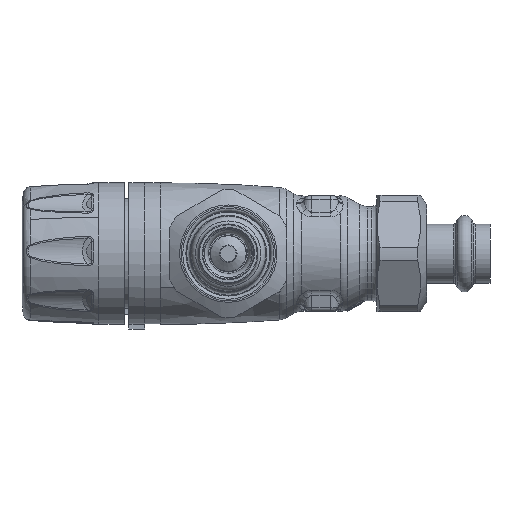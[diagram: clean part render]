
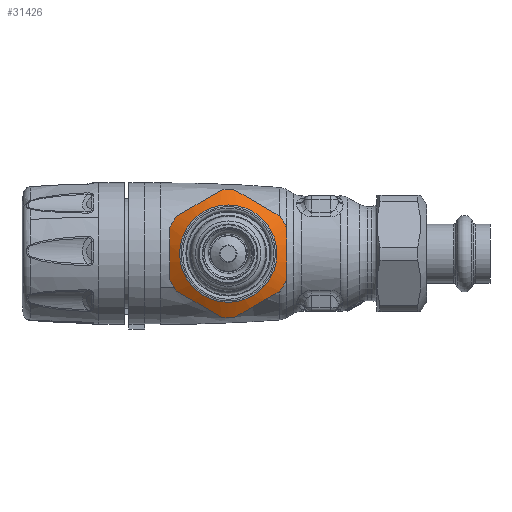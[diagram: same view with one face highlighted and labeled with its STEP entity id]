
A CAD part, left-side view. The second image highlights one B-rep face of the part: STEP entity #31426.
In plain terms, the highlighted conical face has half-angle 60 degrees and reference radius 17.78 mm.
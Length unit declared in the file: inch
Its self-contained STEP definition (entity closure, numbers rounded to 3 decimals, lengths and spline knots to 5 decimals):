
#73=(
BOUNDED_CURVE()
B_SPLINE_CURVE(2,(#101062,#101063,#101064),.UNSPECIFIED.,.F.,.F.)
B_SPLINE_CURVE_WITH_KNOTS((3,3),(0.,1.67512),.UNSPECIFIED.)
CURVE()
GEOMETRIC_REPRESENTATION_ITEM()
RATIONAL_B_SPLINE_CURVE((1.,1.096,1.))
REPRESENTATION_ITEM('')
);
#74=(
BOUNDED_CURVE()
B_SPLINE_CURVE(2,(#101068,#101069,#101070),.UNSPECIFIED.,.F.,.F.)
B_SPLINE_CURVE_WITH_KNOTS((3,3),(0.,1.67512),.UNSPECIFIED.)
CURVE()
GEOMETRIC_REPRESENTATION_ITEM()
RATIONAL_B_SPLINE_CURVE((1.,1.096,1.))
REPRESENTATION_ITEM('')
);
#75=(
BOUNDED_CURVE()
B_SPLINE_CURVE(2,(#101074,#101075,#101076),.UNSPECIFIED.,.F.,.F.)
B_SPLINE_CURVE_WITH_KNOTS((3,3),(0.,1.67512),.UNSPECIFIED.)
CURVE()
GEOMETRIC_REPRESENTATION_ITEM()
RATIONAL_B_SPLINE_CURVE((1.,1.096,1.))
REPRESENTATION_ITEM('')
);
#76=(
BOUNDED_CURVE()
B_SPLINE_CURVE(2,(#101080,#101081,#101082),.UNSPECIFIED.,.F.,.F.)
B_SPLINE_CURVE_WITH_KNOTS((3,3),(0.,1.67512),.UNSPECIFIED.)
CURVE()
GEOMETRIC_REPRESENTATION_ITEM()
RATIONAL_B_SPLINE_CURVE((1.,1.096,1.))
REPRESENTATION_ITEM('')
);
#77=(
BOUNDED_CURVE()
B_SPLINE_CURVE(2,(#101086,#101087,#101088),.UNSPECIFIED.,.F.,.F.)
B_SPLINE_CURVE_WITH_KNOTS((3,3),(0.,1.67512),.UNSPECIFIED.)
CURVE()
GEOMETRIC_REPRESENTATION_ITEM()
RATIONAL_B_SPLINE_CURVE((1.,1.096,1.))
REPRESENTATION_ITEM('')
);
#78=(
BOUNDED_CURVE()
B_SPLINE_CURVE(2,(#101092,#101093,#101094),.UNSPECIFIED.,.F.,.F.)
B_SPLINE_CURVE_WITH_KNOTS((3,3),(0.,1.67512),.UNSPECIFIED.)
CURVE()
GEOMETRIC_REPRESENTATION_ITEM()
RATIONAL_B_SPLINE_CURVE((1.,1.096,1.))
REPRESENTATION_ITEM('')
);
#1366=CONICAL_SURFACE('',#34421,0.7,1.047);
#3641=FACE_OUTER_BOUND('',#5586,.T.);
#5586=EDGE_LOOP('',(#26764,#26765,#26766,#26767,#26768,#26769,#26770,#26771,
#26772,#26773,#26774,#26775,#26776,#26777,#26778,#26779));
#7179=CIRCLE('',#34418,0.60928);
#7181=CIRCLE('',#34422,0.8);
#7182=CIRCLE('',#34423,0.8);
#7183=CIRCLE('',#34424,0.8);
#7184=CIRCLE('',#34425,0.8);
#7185=CIRCLE('',#34426,0.8);
#7186=CIRCLE('',#34427,0.8);
#7187=CIRCLE('',#34428,0.8);
#8860=LINE('',#101058,#10437);
#10437=VECTOR('',#41886,0.7);
#13872=VERTEX_POINT('',#101050);
#13874=VERTEX_POINT('',#101057);
#13875=VERTEX_POINT('',#101059);
#13876=VERTEX_POINT('',#101061);
#13877=VERTEX_POINT('',#101065);
#13878=VERTEX_POINT('',#101067);
#13879=VERTEX_POINT('',#101071);
#13880=VERTEX_POINT('',#101073);
#13881=VERTEX_POINT('',#101077);
#13882=VERTEX_POINT('',#101079);
#13883=VERTEX_POINT('',#101083);
#13884=VERTEX_POINT('',#101085);
#13885=VERTEX_POINT('',#101089);
#13886=VERTEX_POINT('',#101091);
#18194=EDGE_CURVE('',#13872,#13872,#7179,.T.);
#18196=EDGE_CURVE('',#13872,#13874,#8860,.T.);
#18197=EDGE_CURVE('',#13875,#13874,#7181,.T.);
#18198=EDGE_CURVE('',#13876,#13875,#73,.T.);
#18199=EDGE_CURVE('',#13877,#13876,#7182,.T.);
#18200=EDGE_CURVE('',#13878,#13877,#74,.T.);
#18201=EDGE_CURVE('',#13879,#13878,#7183,.T.);
#18202=EDGE_CURVE('',#13880,#13879,#75,.T.);
#18203=EDGE_CURVE('',#13881,#13880,#7184,.T.);
#18204=EDGE_CURVE('',#13882,#13881,#76,.T.);
#18205=EDGE_CURVE('',#13883,#13882,#7185,.T.);
#18206=EDGE_CURVE('',#13884,#13883,#77,.T.);
#18207=EDGE_CURVE('',#13885,#13884,#7186,.T.);
#18208=EDGE_CURVE('',#13886,#13885,#78,.T.);
#18209=EDGE_CURVE('',#13874,#13886,#7187,.T.);
#26764=ORIENTED_EDGE('',*,*,#18194,.F.);
#26765=ORIENTED_EDGE('',*,*,#18196,.T.);
#26766=ORIENTED_EDGE('',*,*,#18197,.F.);
#26767=ORIENTED_EDGE('',*,*,#18198,.F.);
#26768=ORIENTED_EDGE('',*,*,#18199,.F.);
#26769=ORIENTED_EDGE('',*,*,#18200,.F.);
#26770=ORIENTED_EDGE('',*,*,#18201,.F.);
#26771=ORIENTED_EDGE('',*,*,#18202,.F.);
#26772=ORIENTED_EDGE('',*,*,#18203,.F.);
#26773=ORIENTED_EDGE('',*,*,#18204,.F.);
#26774=ORIENTED_EDGE('',*,*,#18205,.F.);
#26775=ORIENTED_EDGE('',*,*,#18206,.F.);
#26776=ORIENTED_EDGE('',*,*,#18207,.F.);
#26777=ORIENTED_EDGE('',*,*,#18208,.F.);
#26778=ORIENTED_EDGE('',*,*,#18209,.F.);
#26779=ORIENTED_EDGE('',*,*,#18196,.F.);
#31426=ADVANCED_FACE('',(#3641),#1366,.T.);
#34418=AXIS2_PLACEMENT_3D('',#101052,#41878,#41879);
#34421=AXIS2_PLACEMENT_3D('',#101056,#41884,#41885);
#34422=AXIS2_PLACEMENT_3D('',#101060,#41887,#41888);
#34423=AXIS2_PLACEMENT_3D('',#101066,#41889,#41890);
#34424=AXIS2_PLACEMENT_3D('',#101072,#41891,#41892);
#34425=AXIS2_PLACEMENT_3D('',#101078,#41893,#41894);
#34426=AXIS2_PLACEMENT_3D('',#101084,#41895,#41896);
#34427=AXIS2_PLACEMENT_3D('',#101090,#41897,#41898);
#34428=AXIS2_PLACEMENT_3D('',#101095,#41899,#41900);
#41878=DIRECTION('center_axis',(-1.,0.,0.));
#41879=DIRECTION('ref_axis',(0.,0.,
-1.));
#41884=DIRECTION('center_axis',(1.,0.,0.));
#41885=DIRECTION('ref_axis',(0.,0.,1.));
#41886=DIRECTION('',(0.5,0.,-0.866));
#41887=DIRECTION('center_axis',(1.,0.,0.));
#41888=DIRECTION('ref_axis',(0.,0.,-1.));
#41889=DIRECTION('center_axis',(1.,0.,0.));
#41890=DIRECTION('ref_axis',(0.,0.,-1.));
#41891=DIRECTION('center_axis',(1.,0.,0.));
#41892=DIRECTION('ref_axis',(0.,0.,-1.));
#41893=DIRECTION('center_axis',(1.,0.,0.));
#41894=DIRECTION('ref_axis',(0.,0.,-1.));
#41895=DIRECTION('center_axis',(1.,0.,0.));
#41896=DIRECTION('ref_axis',(0.,0.,-1.));
#41897=DIRECTION('center_axis',(1.,0.,0.));
#41898=DIRECTION('ref_axis',(0.,0.,-1.));
#41899=DIRECTION('center_axis',(1.,0.,0.));
#41900=DIRECTION('ref_axis',(0.,0.,-1.));
#101050=CARTESIAN_POINT('',(-1.71165,0.,-0.60928));
#101052=CARTESIAN_POINT('Origin',(-1.71165,0.,
0.));
#101056=CARTESIAN_POINT('Origin',(-1.65927,0.,0.));
#101057=CARTESIAN_POINT('',(-1.60154,0.,-0.8));
#101058=CARTESIAN_POINT('',(-1.65927,0.,-0.7));
#101059=CARTESIAN_POINT('',(-1.60154,-0.08158,-0.79583));
#101060=CARTESIAN_POINT('Origin',(-1.60154,0.,0.));
#101061=CARTESIAN_POINT('',(-1.60154,-0.64842,-0.46857));
#101062=CARTESIAN_POINT('Ctrl Pts',(-1.60154,-0.64842,
-0.46857));
#101063=CARTESIAN_POINT('Ctrl Pts',(-1.67883,-0.365,-0.6322));
#101064=CARTESIAN_POINT('Ctrl Pts',(-1.60154,-0.08158,
-0.79583));
#101065=CARTESIAN_POINT('',(-1.60154,-0.73,-0.32726));
#101066=CARTESIAN_POINT('Origin',(-1.60154,0.,0.));
#101067=CARTESIAN_POINT('',(-1.60154,-0.73,0.32726));
#101068=CARTESIAN_POINT('Ctrl Pts',(-1.60154,-0.73,0.32726));
#101069=CARTESIAN_POINT('Ctrl Pts',(-1.67883,-0.73,0.));
#101070=CARTESIAN_POINT('Ctrl Pts',(-1.60154,-0.73,-0.32726));
#101071=CARTESIAN_POINT('',(-1.60154,-0.64842,0.46857));
#101072=CARTESIAN_POINT('Origin',(-1.60154,0.,0.));
#101073=CARTESIAN_POINT('',(-1.60154,-0.08158,0.79583));
#101074=CARTESIAN_POINT('Ctrl Pts',(-1.60154,-0.08158,
0.79583));
#101075=CARTESIAN_POINT('Ctrl Pts',(-1.67883,-0.365,
0.6322));
#101076=CARTESIAN_POINT('Ctrl Pts',(-1.60154,-0.64842,
0.46857));
#101077=CARTESIAN_POINT('',(-1.60154,0.08158,0.79583));
#101078=CARTESIAN_POINT('Origin',(-1.60154,0.,0.));
#101079=CARTESIAN_POINT('',(-1.60154,0.64842,0.46857));
#101080=CARTESIAN_POINT('Ctrl Pts',(-1.60154,0.64842,
0.46857));
#101081=CARTESIAN_POINT('Ctrl Pts',(-1.67883,0.365,0.6322));
#101082=CARTESIAN_POINT('Ctrl Pts',(-1.60154,0.08158,
0.79583));
#101083=CARTESIAN_POINT('',(-1.60154,0.73,0.32726));
#101084=CARTESIAN_POINT('Origin',(-1.60154,0.,0.));
#101085=CARTESIAN_POINT('',(-1.60154,0.73,-0.32726));
#101086=CARTESIAN_POINT('Ctrl Pts',(-1.60154,0.73,
-0.32726));
#101087=CARTESIAN_POINT('Ctrl Pts',(-1.67883,0.73,0.));
#101088=CARTESIAN_POINT('Ctrl Pts',(-1.60154,0.73,0.32726));
#101089=CARTESIAN_POINT('',(-1.60154,0.64842,-0.46857));
#101090=CARTESIAN_POINT('Origin',(-1.60154,0.,0.));
#101091=CARTESIAN_POINT('',(-1.60154,0.08158,-0.79583));
#101092=CARTESIAN_POINT('Ctrl Pts',(-1.60154,0.08158,
-0.79583));
#101093=CARTESIAN_POINT('Ctrl Pts',(-1.67883,0.365,
-0.6322));
#101094=CARTESIAN_POINT('Ctrl Pts',(-1.60154,0.64842,
-0.46857));
#101095=CARTESIAN_POINT('Origin',(-1.60154,0.,0.));
